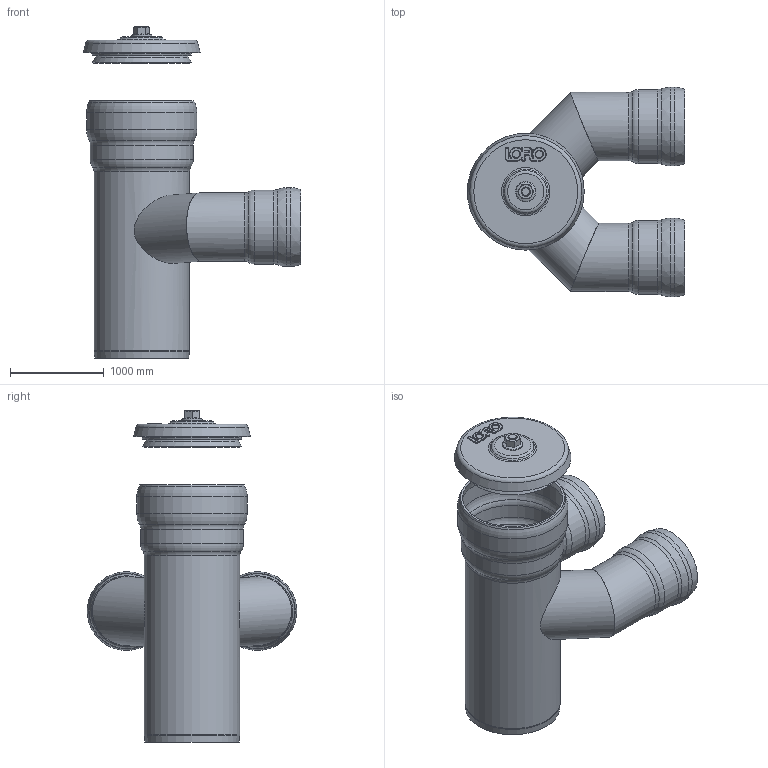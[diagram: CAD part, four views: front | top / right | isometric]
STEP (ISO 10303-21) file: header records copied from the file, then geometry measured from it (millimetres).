
FILE_DESCRIPTION(/* description */ (''),/* implementation_level */ '2;1');
FILE_NAME(/* name */ '13517.DCCX_3D.stp',/* time_stamp */ '2024-12-11T14:47:49+01:00',/* author */ ('CAD'),/* organization */ (''),/* preprocessor_version */ 'ST-DEVELOPER v20',/* originating_system */ 'AutoCAD Mechanical',/* authorisation */ '');
FILE_SCHEMA (('AUTOMOTIVE_DESIGN { 1 0 10303 214 3 1 1 }'));
Length unit declared in the file: centimetre
Products named in the file (2): Product; *S0
Assembly tree (1 placements, depth 2):
  Product
    *S0
Bounding box: 2325 x 2242 x 3550 mm (x, y, z)
Volume: 361134598.4 mm3; surface area: 38661662.8 mm2
Topology: 11 solids, 11 shells, 298 faces, 675 edges, 397 vertices
Faces by surface type: cylinder 87, torus 78, cone 64, plane 49, bspline 20
Full cylindrical faces by diameter (mm): 81.528 x2, 83.76 x1, 100 x1, 120 x1, 180 x1, 698 x6, 730 x4, 760 x2, 792 x2, 810 x2, 842 x2, 965 x1, 980 x1, 1020 x1, 1060 x1, 1065 x1, 1100 x1
Entity records: 10276 total; most frequent: CARTESIAN_POINT 3399, DIRECTION 1595, ORIENTED_EDGE 1332, AXIS2_PLACEMENT_3D 699, EDGE_CURVE 666, CIRCLE 404, VERTEX_POINT 397, EDGE_LOOP 327
